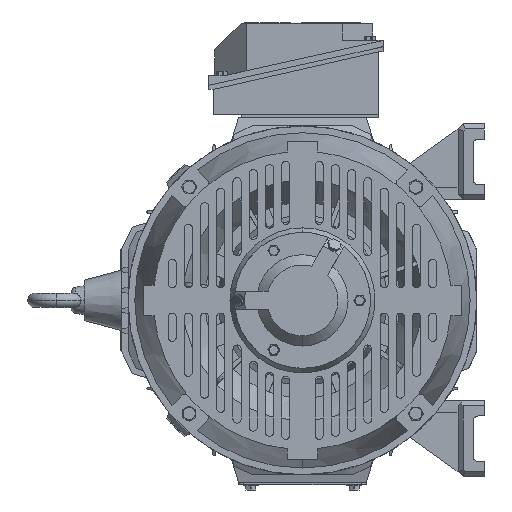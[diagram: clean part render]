
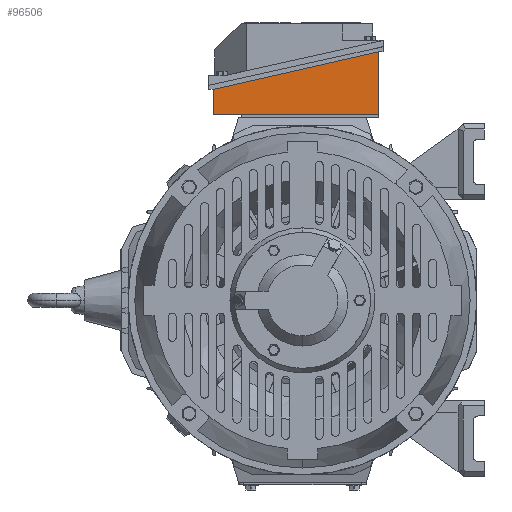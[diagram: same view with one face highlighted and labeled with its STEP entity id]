
A CAD part, left-side view. The second image highlights one B-rep face of the part: STEP entity #96506.
In plain terms, the highlighted face is planar.
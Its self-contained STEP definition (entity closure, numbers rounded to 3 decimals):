
#19264 = DIRECTION ( 'NONE',  ( 1., 0., 0. ) ) ;
#19265 = VECTOR ( 'NONE', #19264, 1000. ) ;
#19266 = CARTESIAN_POINT ( 'NONE',  ( 67.5, -78.5, 3. ) ) ;
#19267 = DIRECTION ( 'NONE',  ( -1., 0., 0. ) ) ;
#19268 = DIRECTION ( 'NONE',  ( 0., 1., 0. ) ) ;
#19269 = CARTESIAN_POINT ( 'NONE',  ( 67.5, -78.5, 70. ) ) ;
#19270 = LINE ( 'NONE', #19266, #19265 ) ;
#19271 = AXIS2_PLACEMENT_3D ( 'NONE', #19269, #19268, #19267 ) ;
#19272 = FACE_OUTER_BOUND ( 'NONE', #96513, .T. ) ;
#19278 = PLANE ( 'NONE',  #19271 ) ;
#22051 = VECTOR ( 'NONE', #22112, 1000. ) ;
#22052 = CARTESIAN_POINT ( 'NONE',  ( 67.5, -78.5, 65.13 ) ) ;
#22053 = LINE ( 'NONE', #22052, #22051 ) ;
#22112 = DIRECTION ( 'NONE',  ( -0.975, 0., -0.222 ) ) ;
#54776 = DIRECTION ( 'NONE',  ( 0., 0., -1. ) ) ;
#54777 = VECTOR ( 'NONE', #54776, 1000. ) ;
#54778 = CARTESIAN_POINT ( 'NONE',  ( -95.5, -78.5, 70. ) ) ;
#54782 = LINE ( 'NONE', #54778, #54777 ) ;
#54793 = CARTESIAN_POINT ( 'NONE',  ( 67.5, -78.5, 65.13 ) ) ;
#54803 = CARTESIAN_POINT ( 'NONE',  ( -95.5, -78.5, 3. ) ) ;
#54820 = CARTESIAN_POINT ( 'NONE',  ( -95.5, -78.5, 27.998 ) ) ;
#54864 = CARTESIAN_POINT ( 'NONE',  ( 67.5, -78.5, 3. ) ) ;
#54909 = DIRECTION ( 'NONE',  ( 0., 0., -1. ) ) ;
#54910 = VECTOR ( 'NONE', #54909, 1000. ) ;
#54911 = CARTESIAN_POINT ( 'NONE',  ( 67.5, -78.5, 70. ) ) ;
#54912 = LINE ( 'NONE', #54911, #54910 ) ;
#70219 = VERTEX_POINT ( 'NONE', #54793 ) ;
#70230 = EDGE_CURVE ( 'NONE', #70242, #70251, #54782, .T. ) ;
#70242 = VERTEX_POINT ( 'NONE', #54820 ) ;
#70251 = VERTEX_POINT ( 'NONE', #54803 ) ;
#70287 = VERTEX_POINT ( 'NONE', #54864 ) ;
#70299 = EDGE_CURVE ( 'NONE', #70219, #70287, #54912, .T. ) ;
#96506 = ADVANCED_FACE ( 'NONE', ( #19272 ), #19278, .F. ) ;
#96513 = EDGE_LOOP ( 'NONE', ( #99925, #99024, #99311, #99704 ) ) ;
#96522 = EDGE_CURVE ( 'NONE', #70251, #70287, #19270, .T. ) ;
#99011 = EDGE_CURVE ( 'NONE', #70219, #70242, #22053, .T. ) ;
#99024 = ORIENTED_EDGE ( 'NONE', *, *, #99011, .T. ) ;
#99311 = ORIENTED_EDGE ( 'NONE', *, *, #70230, .T. ) ;
#99704 = ORIENTED_EDGE ( 'NONE', *, *, #96522, .T. ) ;
#99925 = ORIENTED_EDGE ( 'NONE', *, *, #70299, .F. ) ;
